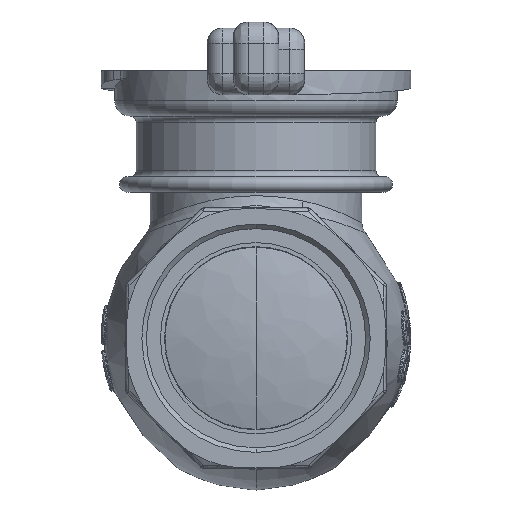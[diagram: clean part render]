
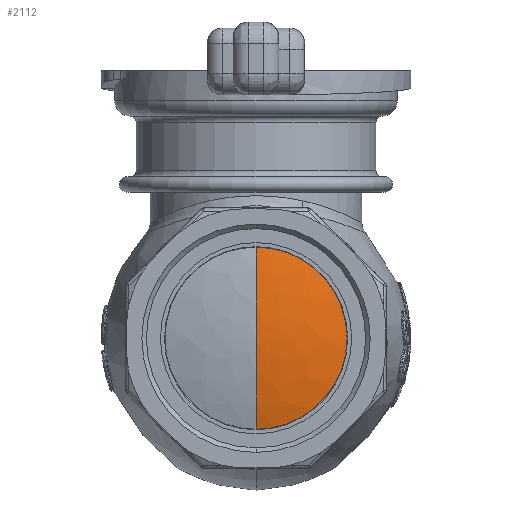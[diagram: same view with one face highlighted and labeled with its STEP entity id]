
A CAD part, front view. The second image highlights one B-rep face of the part: STEP entity #2112.
In plain terms, the highlighted free-form (B-spline) face has degree [3, 3] with [4, 4] control points.
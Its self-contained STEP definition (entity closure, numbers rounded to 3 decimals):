
#2112=ADVANCED_FACE('',(#4345),#4346,.T.);
#4345=FACE_OUTER_BOUND('',#46979,.T.);
#4346=(B_SPLINE_SURFACE(3,3,((#46981,#46982,#46983,#46984),(#46985,#46986,#46987,#46988),(#46989,#46990,#46991,#46992),(#46993,#46994,#46995,#46996)),.UNSPECIFIED.,.F.,.F.,.F.)B_SPLINE_SURFACE_WITH_KNOTS((4,4),(4,4),(3.142,6.283),(-1.569,-1.306),.UNSPECIFIED.)RATIONAL_B_SPLINE_SURFACE(((1.0,0.333,0.333,1.0),(0.994,0.331,0.331,0.994),(0.994,0.331,0.331,0.994),(1.0,0.333,0.333,1.0)))BOUNDED_SURFACE()REPRESENTATION_ITEM('')GEOMETRIC_REPRESENTATION_ITEM()SURFACE());
#46979=EDGE_LOOP('',(#54908,#54909,#54910));
#46981=CARTESIAN_POINT('',(0.,-27.253,33.404));
#46982=CARTESIAN_POINT('',(66.808,-27.253,33.404));
#46983=CARTESIAN_POINT('',(66.808,-27.253,-33.404));
#46984=CARTESIAN_POINT('',(0.,-27.253,-33.404));
#46985=CARTESIAN_POINT('',(0.,-30.209,22.498));
#46986=CARTESIAN_POINT('',(44.996,-30.209,22.498));
#46987=CARTESIAN_POINT('',(44.996,-30.209,-22.498));
#46988=CARTESIAN_POINT('',(0.,-30.209,-22.498));
#46989=CARTESIAN_POINT('',(0.,-31.709,11.299));
#46990=CARTESIAN_POINT('',(22.598,-31.709,11.299));
#46991=CARTESIAN_POINT('',(22.598,-31.709,-11.299));
#46992=CARTESIAN_POINT('',(0.,-31.709,-11.299));
#46993=CARTESIAN_POINT('',(0.,-31.728,0.));
#46994=CARTESIAN_POINT('',(0.,-31.728,0.));
#46995=CARTESIAN_POINT('',(0.,-31.728,0.));
#46996=CARTESIAN_POINT('',(0.,-31.728,0.));
#54908=ORIENTED_EDGE('',*,*,#58839,.F.);
#54909=ORIENTED_EDGE('',*,*,#58838,.T.);
#54910=ORIENTED_EDGE('',*,*,#58871,.F.);
#58838=EDGE_CURVE('',#63798,#63799,#63800,.T.);
#58839=EDGE_CURVE('',#63798,#63801,#63802,.T.);
#58871=EDGE_CURVE('',#63801,#63799,#63855,.T.);
#63798=VERTEX_POINT('',#89640);
#63799=VERTEX_POINT('',#89641);
#63800=CIRCLE('',#89642,128.536);
#63801=VERTEX_POINT('',#89643);
#63802=CIRCLE('',#89644,128.536);
#63855=CIRCLE('',#89703,33.404);
#89640=CARTESIAN_POINT('',(0.0,-31.728,0.));
#89641=CARTESIAN_POINT('',(0.,-27.253,-33.404));
#89642=AXIS2_PLACEMENT_3D('',#93810,#93811,#93812);
#89643=CARTESIAN_POINT('',(0.0,-27.253,33.404));
#89644=AXIS2_PLACEMENT_3D('',#93813,#93814,#93815);
#89703=AXIS2_PLACEMENT_3D('',#93897,#93898,#93899);
#93810=CARTESIAN_POINT('',(0.,96.808,0.216));
#93811=DIRECTION('',(1.0,0.0,0.));
#93812=DIRECTION('',(0.,0.0,-1.0));
#93813=CARTESIAN_POINT('',(0.0,96.808,-0.216));
#93814=DIRECTION('',(-1.0,0.0,0.0));
#93815=DIRECTION('',(0.0,0.0,1.0));
#93897=CARTESIAN_POINT('',(0.0,-27.253,0.));
#93898=DIRECTION('',(0.0,1.0,0.0));
#93899=DIRECTION('',(0.0,0.0,1.0));
